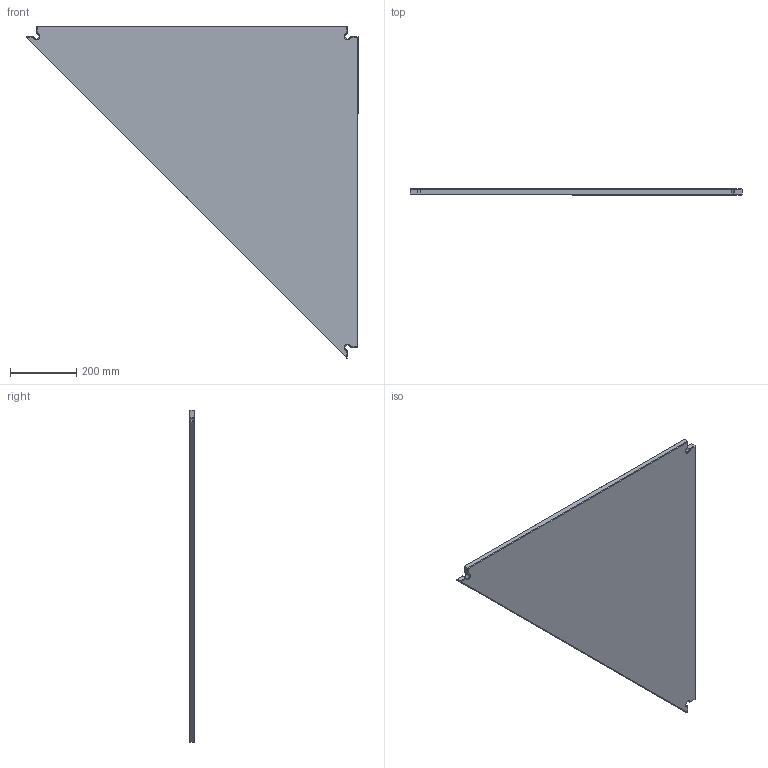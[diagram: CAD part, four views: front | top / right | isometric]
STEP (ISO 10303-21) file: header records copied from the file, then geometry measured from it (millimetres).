
FILE_DESCRIPTION (( 'STEP AP203' ), '1' );
FILE_NAME ('T76700.STEP', '2018-09-11T07:18:33', ( '' ), ( '' ), 'SwSTEP 2.0', 'SolidWorks 2016', '' );
FILE_SCHEMA (( 'CONFIG_CONTROL_DESIGN' ));
Length unit declared in the file: millimetre
Products named in the file (1): T76700
Bounding box: 1000 x 18 x 1000 mm (x, y, z)
Volume: 9558917.6 mm3; surface area: 1118440.8 mm2
Topology: 1 solids, 1 shells, 51 faces, 116 edges, 67 vertices
Faces by surface type: plane 35, cone 11, cylinder 5
Entity records: 1474 total; most frequent: CARTESIAN_POINT 271, ORIENTED_EDGE 232, DIRECTION 231, EDGE_CURVE 116, VECTOR 81, LINE 81, AXIS2_PLACEMENT_3D 75, VERTEX_POINT 67
